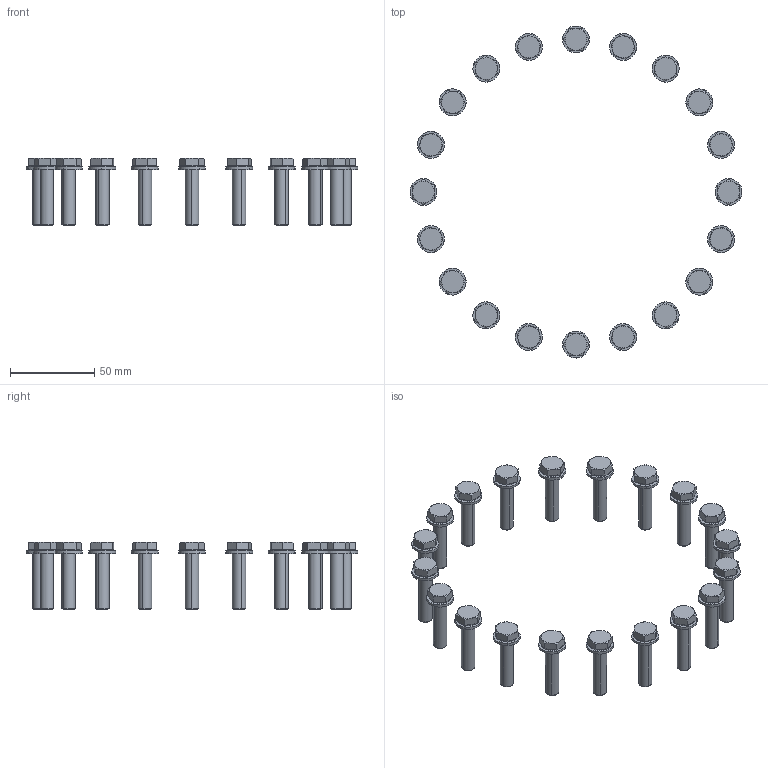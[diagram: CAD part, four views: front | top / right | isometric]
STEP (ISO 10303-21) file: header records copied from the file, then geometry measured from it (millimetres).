
FILE_DESCRIPTION (( 'STEP AP214' ), '1' );
FILE_NAME ('420BSC160-35.step', '2017-07-07T09:46:19', ( 'install' ), ( '' ), 'SwSTEP 2.0', 'SolidWorks 2015', '' );
FILE_SCHEMA (( 'AUTOMOTIVE_DESIGN' ));
Length unit declared in the file: millimetre
Products named in the file (1): 420BSC160-35
Bounding box: 196.99 x 196.99 x 40.3 mm (x, y, z)
Volume: 55053.9 mm3; surface area: 36011.4 mm2
Topology: 40 solids, 40 shells, 700 faces, 1440 edges, 840 vertices
Faces by surface type: plane 340, cylinder 160, cone 160, torus 40
Entity records: 27249 total; most frequent: CARTESIAN_POINT 4341, DIRECTION 3242, ORIENTED_EDGE 2880, EDGE_CURVE 1440, AXIS2_PLACEMENT_3D 1341, VERTEX_POINT 840, EDGE_LOOP 760, UNCERTAINTY_MEASURE_WITH_UNIT 742
